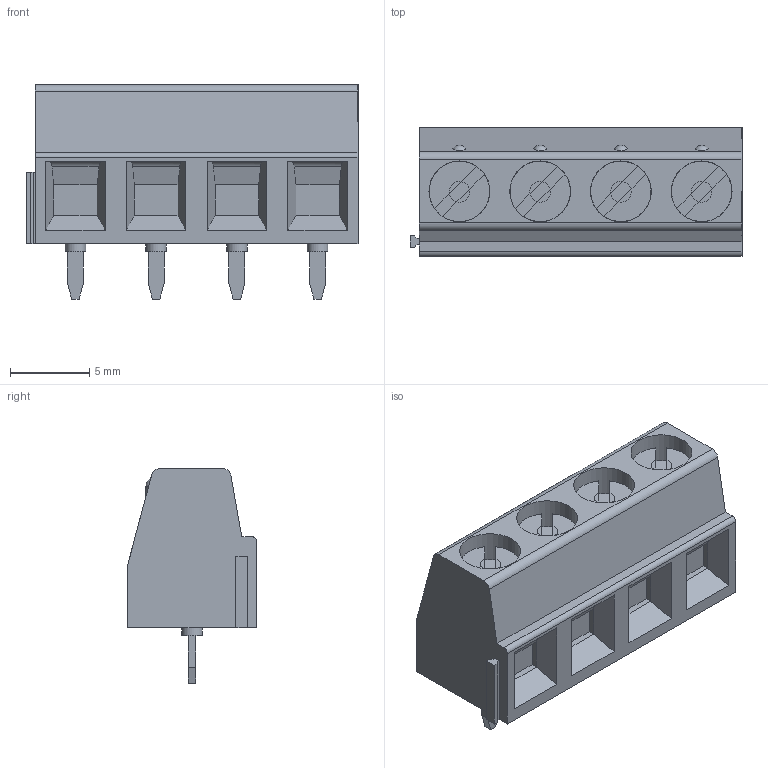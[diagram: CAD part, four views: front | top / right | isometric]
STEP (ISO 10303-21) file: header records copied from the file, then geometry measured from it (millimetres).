
FILE_DESCRIPTION(/* description */ (''),/* implementation_level */ '2;1');
FILE_NAME(/* name */ 'PhoenixContact_MKDSN-1.5-4-5.08.step',/* time_stamp */ '2022-01-24T08:44:08+01:00',/* author */ (''),/* organization */ (''),/* preprocessor_version */ 'ST-DEVELOPER v18.1',/* originating_system */ 'Autodesk Translation Framework v10.13.0.1454',/* authorisation */ '');
FILE_SCHEMA (('AUTOMOTIVE_DESIGN { 1 0 10303 214 3 1 1 }'));
Length unit declared in the file: millimetre
Products named in the file (2): PhoenixContact_MKDSN-1.5-4-5.08; mkdsn_1.5-4-5.08
Assembly tree (1 placements, depth 2):
  PhoenixContact_MKDSN-1.5-4-5.08
    mkdsn_1.5-4-5.08
Bounding box: 20.89 x 8.1 x 13.5 mm (x, y, z)
Volume: 1311.1 mm3; surface area: 1142.5 mm2
Topology: 1 solids, 1 shells, 215 faces, 507 edges, 322 vertices
Faces by surface type: plane 170, cylinder 37, sphere 4, cone 4
Full cylindrical faces by diameter (mm): 0.457 x1, 1.3 x4, 3.8 x4, 3.83 x4
Entity records: 6376 total; most frequent: CARTESIAN_POINT 1055, DIRECTION 1053, ORIENTED_EDGE 1014, EDGE_CURVE 507, LINE 389, VECTOR 389, AXIS2_PLACEMENT_3D 332, VERTEX_POINT 322
